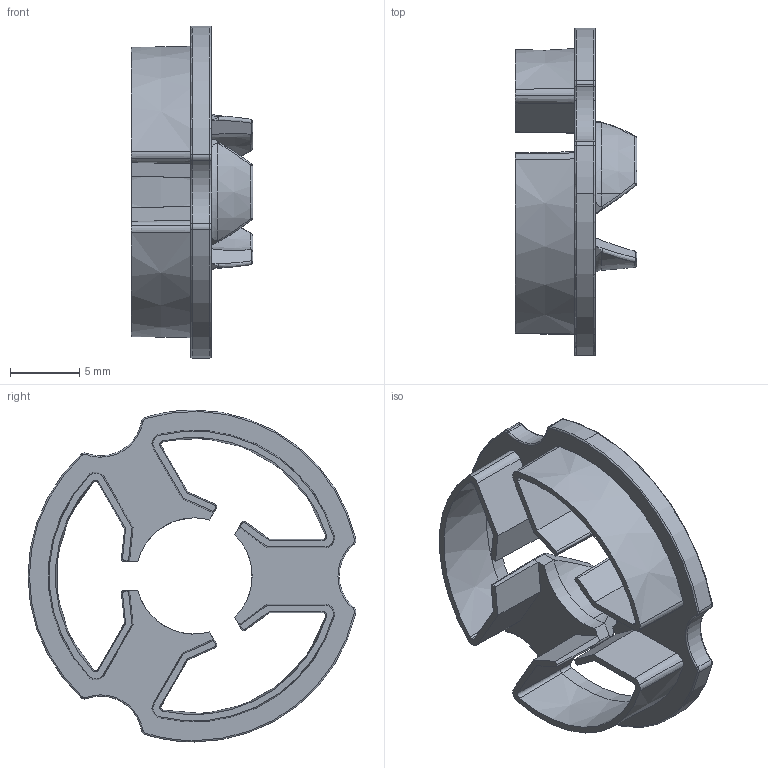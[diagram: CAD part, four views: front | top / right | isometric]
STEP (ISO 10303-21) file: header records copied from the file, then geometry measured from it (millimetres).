
FILE_DESCRIPTION (( 'STEP AP203' ), '1' );
FILE_NAME ('电机绕线骨架1-RT-方案5.STEP', '2021-06-21T01:57:25', ( '' ), ( '' ), 'SwSTEP 2.0', 'SolidWorks 2021', '' );
FILE_SCHEMA (( 'CONFIG_CONTROL_DESIGN' ));
Length unit declared in the file: millimetre
Products named in the file (1): 电机绕线骨架1-RT-方案5
Bounding box: 8.8 x 23.7 x 24 mm (x, y, z)
Volume: 539.1 mm3; surface area: 1609.3 mm2
Topology: 1 solids, 1 shells, 227 faces, 589 edges, 365 vertices
Faces by surface type: plane 63, cylinder 61, torus 48, cone 35, bspline 12, sphere 8
Entity records: 7514 total; most frequent: CARTESIAN_POINT 2003, ORIENTED_EDGE 1178, DIRECTION 1156, EDGE_CURVE 589, AXIS2_PLACEMENT_3D 464, VERTEX_POINT 365, CIRCLE 248, EDGE_LOOP 230
